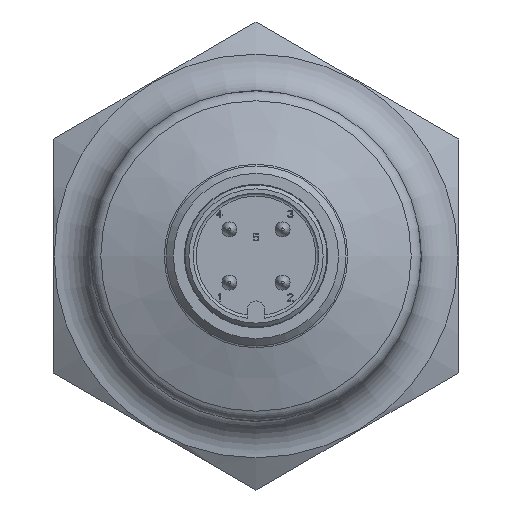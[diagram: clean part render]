
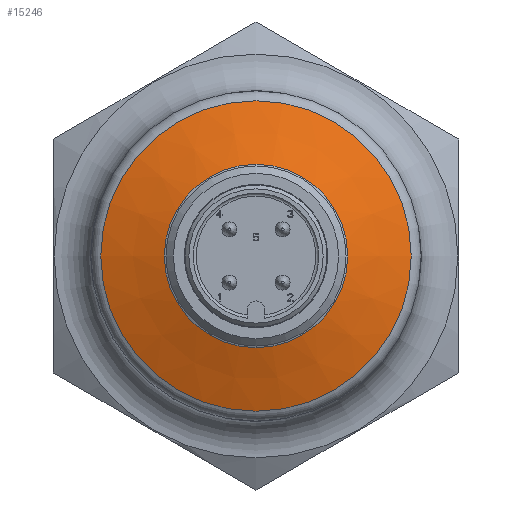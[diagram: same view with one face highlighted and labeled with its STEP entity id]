
A CAD part, front view. The second image highlights one B-rep face of the part: STEP entity #15246.
In plain terms, the highlighted conical face has half-angle 70 degrees and reference radius 5.45 mm.
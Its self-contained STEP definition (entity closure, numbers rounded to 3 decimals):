
#2747=CONICAL_SURFACE('',#15896,5.45,1.222);
#2797=ORIENTED_EDGE('',*,*,#6104,.T.);
#2798=ORIENTED_EDGE('',*,*,#6105,.T.);
#6104=EDGE_CURVE('',#7758,#7758,#8866,.T.);
#6105=EDGE_CURVE('',#7759,#7759,#8867,.F.);
#7758=VERTEX_POINT('',#19363);
#7759=VERTEX_POINT('',#19366);
#8866=CIRCLE('',#15895,6.108);
#8867=CIRCLE('',#15897,10.342);
#9153=EDGE_LOOP('',(#2797));
#9154=EDGE_LOOP('',(#2798));
#9929=FACE_BOUND('',#9153,.T.);
#9930=FACE_BOUND('',#9154,.T.);
#15246=ADVANCED_FACE('',(#9929,#9930),#2747,.T.);
#15895=AXIS2_PLACEMENT_3D('',#19362,#16787,#16788);
#15896=AXIS2_PLACEMENT_3D('',#19364,#16789,#16790);
#15897=AXIS2_PLACEMENT_3D('',#19365,#16791,#16792);
#16787=DIRECTION('',(0.,1.,0.));
#16788=DIRECTION('',(-1.,0.,0.));
#16789=DIRECTION('',(0.,1.,0.));
#16790=DIRECTION('',(-1.,0.,0.));
#16791=DIRECTION('',(0.,1.,0.));
#16792=DIRECTION('',(-1.,0.,0.));
#19362=CARTESIAN_POINT('',(0.,-43.661,0.));
#19363=CARTESIAN_POINT('',(-6.108,-43.661,0.));
#19364=CARTESIAN_POINT('',(0.,-43.9,0.));
#19365=CARTESIAN_POINT('',(0.,-42.119,0.));
#19366=CARTESIAN_POINT('',(-10.342,-42.119,0.));
